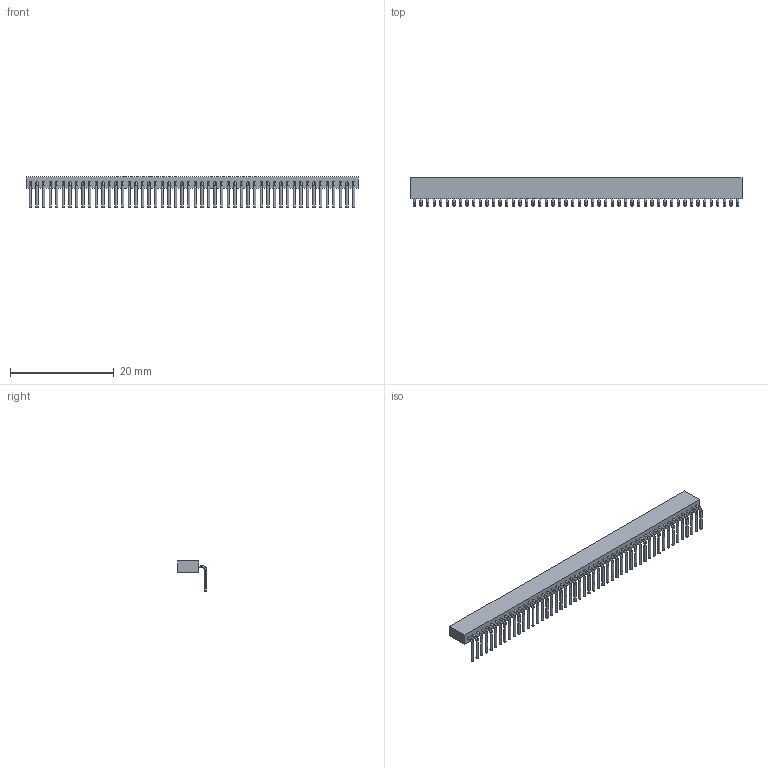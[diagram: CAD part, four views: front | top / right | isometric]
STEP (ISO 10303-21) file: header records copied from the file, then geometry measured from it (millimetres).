
FILE_DESCRIPTION((''),'2;1');
FILE_NAME('PRECI-DIP_851-87-050-20-001101.stp','2011-05-24T14:43:15',(''),(''),'Mechanical Desktop 2011','Mechanical Desktop 2011',', , ');
FILE_SCHEMA(('AUTOMOTIVE_DESIGN { 1 2 10303 214 1 1 1 1 }'));
Length unit declared in the file: millimetre
Products named in the file (1): Product
Bounding box: 63.91 x 5.52 x 5.8 mm (x, y, z)
Volume: 597.4 mm3; surface area: 1457.8 mm2
Topology: 101 solids, 101 shells, 856 faces, 1812 edges, 1208 vertices
Faces by surface type: cylinder 400, plane 256, cone 100, torus 100
Entity records: 23915 total; most frequent: DIRECTION 4826, CARTESIAN_POINT 3877, ORIENTED_EDGE 3624, AXIS2_PLACEMENT_3D 2157, EDGE_CURVE 1812, CIRCLE 1300, VERTEX_POINT 1208, EDGE_LOOP 1006
